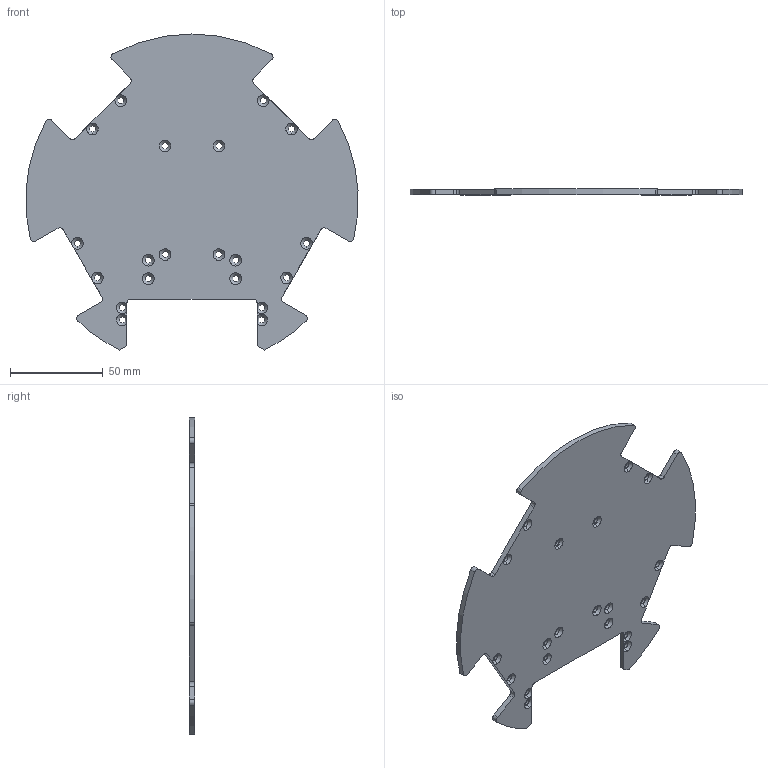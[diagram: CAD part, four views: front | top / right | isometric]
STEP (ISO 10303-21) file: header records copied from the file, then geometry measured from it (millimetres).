
FILE_DESCRIPTION (( 'STEP AP203' ), '1' );
FILE_NAME ('1_Bottom Plate.STEP', '2024-01-31T08:36:34', ( '' ), ( '' ), 'SwSTEP 2.0', 'SolidWorks 2023', '' );
FILE_SCHEMA (( 'CONFIG_CONTROL_DESIGN' ));
Length unit declared in the file: millimetre
Products named in the file (1): 1_Bottom Plate
Bounding box: 178.7 x 3 x 170.11 mm (x, y, z)
Volume: 52967.5 mm3; surface area: 40629.9 mm2
Topology: 1 solids, 1 shells, 135 faces, 392 edges, 248 vertices
Faces by surface type: cylinder 71, cone 40, plane 24
Entity records: 4733 total; most frequent: CARTESIAN_POINT 876, DIRECTION 846, ORIENTED_EDGE 784, EDGE_CURVE 392, AXIS2_PLACEMENT_3D 330, VERTEX_POINT 248, CIRCLE 194, LINE 186
